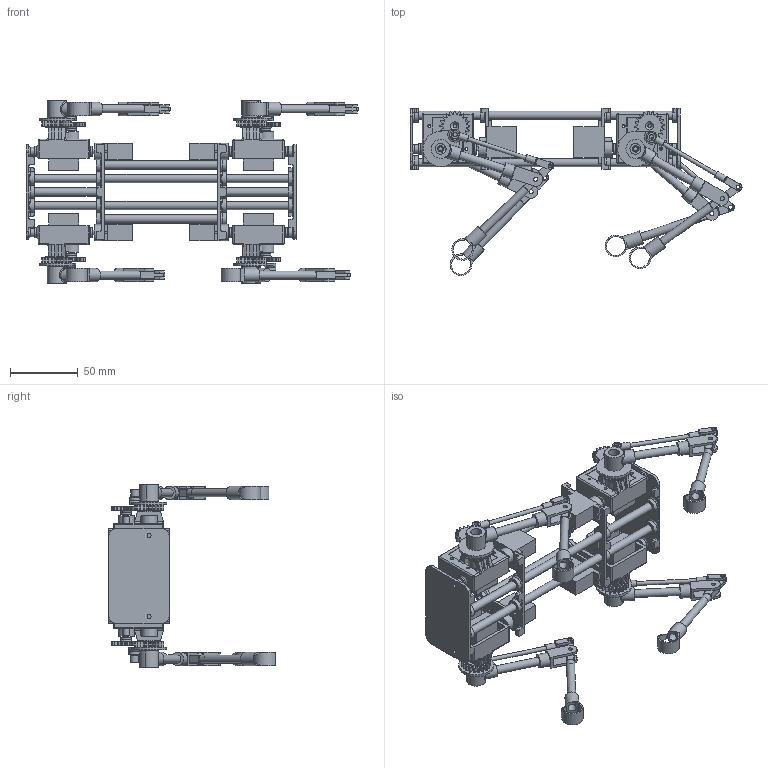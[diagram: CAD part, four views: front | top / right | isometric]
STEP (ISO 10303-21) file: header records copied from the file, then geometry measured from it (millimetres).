
FILE_DESCRIPTION(/* description */ (''),/* implementation_level */ '2;1');
FILE_NAME(/* name */ 'Ver_1.stp',/* time_stamp */ '2020-05-17T23:10:45+09:00',/* author */ ('Tomato1107'),/* organization */ (''),/* preprocessor_version */ 'ST-DEVELOPER v18',/* originating_system */ 'Autodesk Inventor 2020',/* authorisation */ '');
FILE_SCHEMA (('AUTOMOTIVE_DESIGN { 1 0 10303 214 3 1 1 }'));
Length unit declared in the file: millimetre
Products named in the file (28): Ver_1; leg_1; houlder_1; leg_2; houlder_2; leg_3; houlder_1_mirr; leg_4; MG90S; houlder_2_mirr; PipeD9; Gear_MASTER; Gear_BASE; Bearing; Shouder; knee; knee_slave; PipeD8; foot; Connector_knee; Connector_shouder; steak; front; frame_midle; pip_frame1; pip_frame2; pip_frame3; rear_1
Assembly tree (82 placements, depth 3):
  Ver_1
    leg_1
      MG90S  x3
      PipeD8  x2
      Gear_BASE
      Gear_MASTER
      PipeD9
      Shouder
      knee
      foot
      knee_slave
      Connector_shouder
      Connector_knee
      steak
      houlder_1
      Bearing
    leg_2
      MG90S  x3
      houlder_2
      PipeD9
      Gear_MASTER
      Bearing
      Gear_BASE
      Shouder
      PipeD8  x2
      knee
      knee_slave
      foot
      steak
      Connector_shouder
      Connector_knee
    leg_3
      MG90S  x3
      houlder_1_mirr
      PipeD9
      Bearing
      Shouder
      Gear_BASE
      Gear_MASTER
      PipeD8  x2
      knee
      knee_slave
      foot
      Connector_knee
      steak
      Connector_shouder
    leg_4
      MG90S  x3
      houlder_2_mirr
      PipeD9
      Gear_MASTER
      Gear_BASE
      Bearing
      Shouder
      PipeD8  x2
      knee
      knee_slave
      foot
      Connector_knee
      Connector_shouder
Bounding box: 245.73 x 123.54 x 135 mm (x, y, z)
Volume: 182004 mm3; surface area: 170638.4 mm2
Topology: 78 solids, 78 shells, 2556 faces, 6895 edges, 4421 vertices
Faces by surface type: cylinder 1320, plane 1000, bspline 136, torus 68, cone 16, sphere 16
Full cylindrical faces by diameter (mm): 2 x4, 2.2 x24, 2.5 x4, 3 x52, 3.2 x16, 3.4 x4, 4.5 x4, 4.8 x28, 5 x22, 6 x44, 7.5 x8, 8 x18, 9 x4, 10 x40, 11 x4, 12 x12, 15 x8, 16.5 x4
Entity records: 38047 total; most frequent: CARTESIAN_POINT 10010, DIRECTION 6018, ORIENTED_EDGE 5448, EDGE_CURVE 2724, AXIS2_PLACEMENT_3D 2300, VERTEX_POINT 1766, LINE 1418, VECTOR 1418
